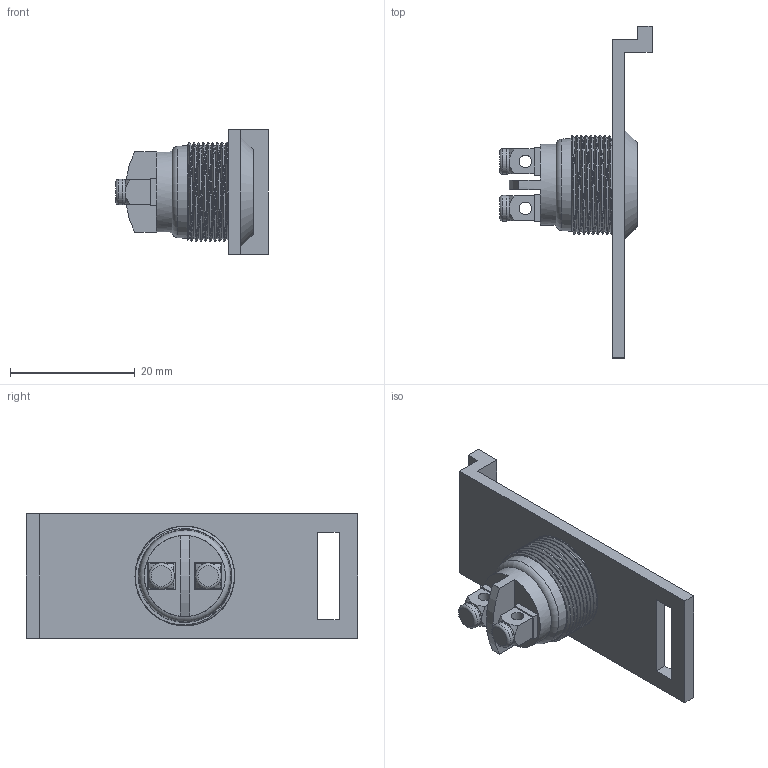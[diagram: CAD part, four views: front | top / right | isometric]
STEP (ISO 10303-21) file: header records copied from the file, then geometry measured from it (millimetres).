
FILE_DESCRIPTION(/* description */ (''),/* implementation_level */ '2;1');
FILE_NAME(/* name */ 'Taster.step',/* time_stamp */ '2024-07-02T21:35:14+02:00',/* author */ (''),/* organization */ (''),/* preprocessor_version */ 'ST-DEVELOPER v20',/* originating_system */ 'Autodesk Translation Framework v13.14.0.145',/* authorisation */ '');
FILE_SCHEMA (('AUTOMOTIVE_DESIGN { 1 0 10303 214 3 1 1 }'));
Length unit declared in the file: millimetre
Products named in the file (2): Taster; Druckschalter
Assembly tree (1 placements, depth 2):
  Taster
    Druckschalter
Bounding box: 24.4 x 53.2 x 20 mm (x, y, z)
Volume: 4801 mm3; surface area: 4550 mm2
Topology: 5 solids, 5 shells, 102 faces, 266 edges, 182 vertices
Faces by surface type: plane 51, cylinder 34, cone 10, torus 5, bspline 2
Full cylindrical faces by diameter (mm): 2 x2, 4.1 x2, 12.9 x1, 13 x2, 15.044 x10, 15.908 x11, 16 x1
Entity records: 12364 total; most frequent: CARTESIAN_POINT 9889, ORIENTED_EDGE 532, DIRECTION 439, EDGE_CURVE 266, VERTEX_POINT 182, AXIS2_PLACEMENT_3D 157, LINE 125, VECTOR 125
